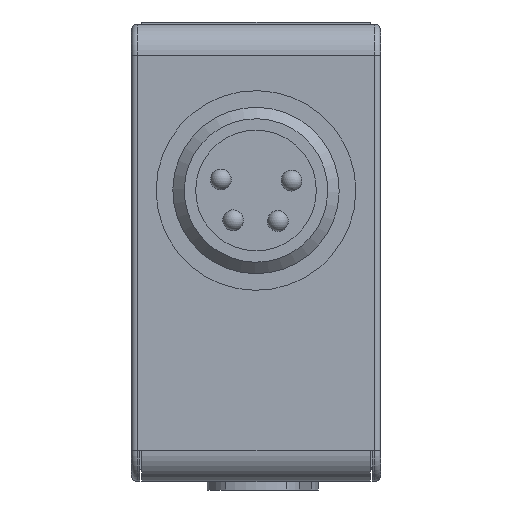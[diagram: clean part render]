
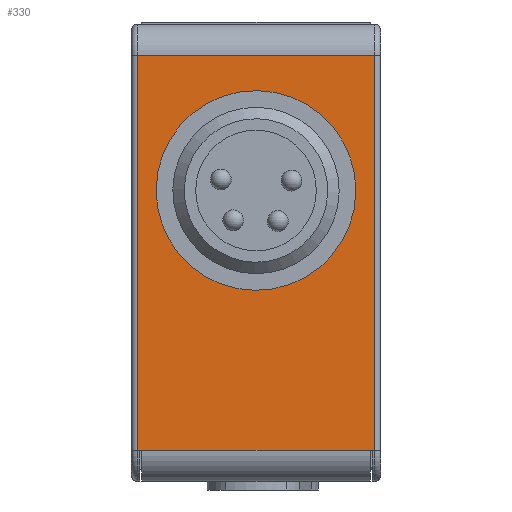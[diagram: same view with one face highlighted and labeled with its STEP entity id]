
A CAD part, left-side view. The second image highlights one B-rep face of the part: STEP entity #330.
In plain terms, the highlighted planar face has unit normal (-1, 0, 0).
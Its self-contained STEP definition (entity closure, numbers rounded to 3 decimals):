
#330 = ADVANCED_FACE( '', ( #833, #834 ), #835, .F. );
#833 = FACE_BOUND( '', #1556, .T. );
#834 = FACE_OUTER_BOUND( '', #1557, .T. );
#835 = PLANE( '', #1558 );
#1556 = EDGE_LOOP( '', ( #2530 ) );
#1557 = EDGE_LOOP( '', ( #2531, #2532, #2533, #2534, #2535, #2536, #2537, #2538 ) );
#1558 = AXIS2_PLACEMENT_3D( '', #2539, #2540, #2541 );
#2530 = ORIENTED_EDGE( '', *, *, #4183, .T. );
#2531 = ORIENTED_EDGE( '', *, *, #4184, .T. );
#2532 = ORIENTED_EDGE( '', *, *, #4185, .T. );
#2533 = ORIENTED_EDGE( '', *, *, #4178, .T. );
#2534 = ORIENTED_EDGE( '', *, *, #4186, .T. );
#2535 = ORIENTED_EDGE( '', *, *, #4187, .T. );
#2536 = ORIENTED_EDGE( '', *, *, #4188, .T. );
#2537 = ORIENTED_EDGE( '', *, *, #4189, .T. );
#2538 = ORIENTED_EDGE( '', *, *, #4003, .T. );
#2539 = CARTESIAN_POINT( '', ( -16., -6., 8. ) );
#2540 = DIRECTION( '', ( 1., 0., 0. ) );
#2541 = DIRECTION( '', ( 0., 0., -1. ) );
#4003 = EDGE_CURVE( '', #4746, #4748, #4750, .T. );
#4178 = EDGE_CURVE( '', #5043, #5044, #5045, .T. );
#4183 = EDGE_CURVE( '', #5051, #5051, #5052, .T. );
#4184 = EDGE_CURVE( '', #4748, #5053, #5054, .T. );
#4185 = EDGE_CURVE( '', #5053, #5043, #5055, .F. );
#4186 = EDGE_CURVE( '', #5044, #5056, #5057, .T. );
#4187 = EDGE_CURVE( '', #5056, #4643, #5058, .T. );
#4188 = EDGE_CURVE( '', #4643, #4898, #5059, .T. );
#4189 = EDGE_CURVE( '', #4898, #4746, #5060, .T. );
#4643 = VERTEX_POINT( '', #5667 );
#4746 = VERTEX_POINT( '', #5803 );
#4748 = VERTEX_POINT( '', #5806 );
#4750 = LINE( '', #5809, #5810 );
#4898 = VERTEX_POINT( '', #6007 );
#5043 = VERTEX_POINT( '', #6195 );
#5044 = VERTEX_POINT( '', #6196 );
#5045 = LINE( '', #6197, #6198 );
#5051 = VERTEX_POINT( '', #6205 );
#5052 = CIRCLE( '', #6206, 4. );
#5053 = VERTEX_POINT( '', #6207 );
#5054 = LINE( '', #6208, #6209 );
#5055 = LINE( '', #6210, #6211 );
#5056 = VERTEX_POINT( '', #6212 );
#5057 = LINE( '', #6213, #6214 );
#5058 = LINE( '', #6215, #6216 );
#5059 = LINE( '', #6217, #6218 );
#5060 = LINE( '', #6219, #6220 );
#5667 = CARTESIAN_POINT( '', ( -16., 5.6, -12.5 ) );
#5803 = CARTESIAN_POINT( '', ( -16., -5.5, -12.5 ) );
#5806 = CARTESIAN_POINT( '', ( -16., -5.6, -12.5 ) );
#5809 = CARTESIAN_POINT( '', ( -16., 5.6, -12.5 ) );
#5810 = VECTOR( '', #7118, 1000. );
#6007 = CARTESIAN_POINT( '', ( -16., 5.5, -12.5 ) );
#6195 = CARTESIAN_POINT( '', ( -16., -5.7, 6.5 ) );
#6196 = CARTESIAN_POINT( '', ( -16., 5.7, 6.5 ) );
#6197 = CARTESIAN_POINT( '', ( -16., -6., 6.5 ) );
#6198 = VECTOR( '', #7388, 1000. );
#6205 = CARTESIAN_POINT( '', ( -16., 0., -4. ) );
#6206 = AXIS2_PLACEMENT_3D( '', #7396, #7397, #7398 );
#6207 = CARTESIAN_POINT( '', ( -16., -5.7, -12.5 ) );
#6208 = CARTESIAN_POINT( '', ( -16., -6., -12.5 ) );
#6209 = VECTOR( '', #7399, 1000. );
#6210 = CARTESIAN_POINT( '', ( -16., -5.7, 6.5 ) );
#6211 = VECTOR( '', #7400, 1000. );
#6212 = CARTESIAN_POINT( '', ( -16., 5.7, -12.5 ) );
#6213 = CARTESIAN_POINT( '', ( -16., 5.7, 8. ) );
#6214 = VECTOR( '', #7401, 1000. );
#6215 = CARTESIAN_POINT( '', ( -16., -6., -12.5 ) );
#6216 = VECTOR( '', #7402, 1000. );
#6217 = CARTESIAN_POINT( '', ( -16., 5.6, -12.5 ) );
#6218 = VECTOR( '', #7403, 1000. );
#6219 = CARTESIAN_POINT( '', ( -16., 5.5, -12.5 ) );
#6220 = VECTOR( '', #7404, 1000. );
#7118 = DIRECTION( '', ( 0., -1., 0. ) );
#7388 = DIRECTION( '', ( 0., 1., 0. ) );
#7396 = CARTESIAN_POINT( '', ( -16., 0., 0. ) );
#7397 = DIRECTION( '', ( 1., 0., 0. ) );
#7398 = DIRECTION( '', ( 0., 0., -1. ) );
#7399 = DIRECTION( '', ( 0., -1., 0. ) );
#7400 = DIRECTION( '', ( 0., 0., -1. ) );
#7401 = DIRECTION( '', ( 0., 0., -1. ) );
#7402 = DIRECTION( '', ( 0., -1., 0. ) );
#7403 = DIRECTION( '', ( 0., -1., 0. ) );
#7404 = DIRECTION( '', ( 0., -1., 0. ) );
